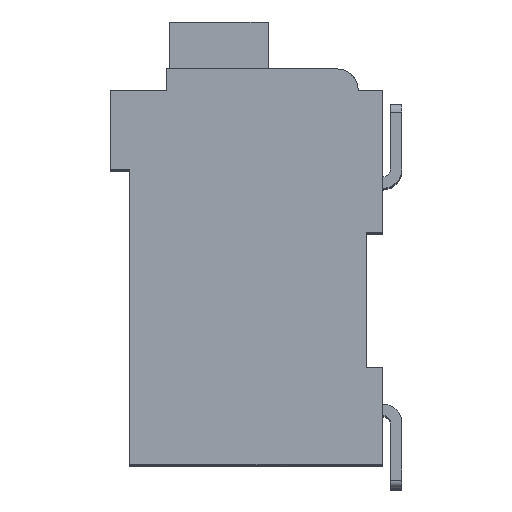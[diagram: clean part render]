
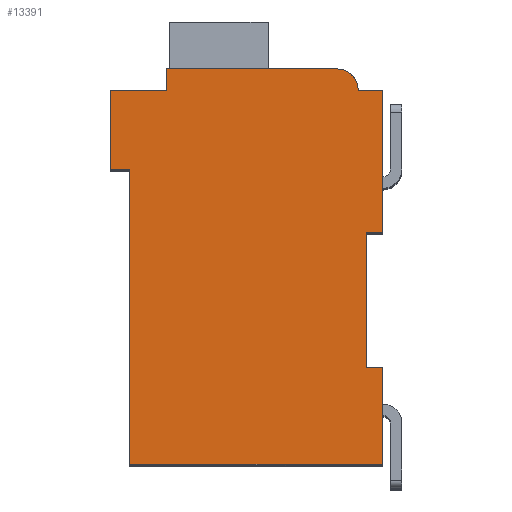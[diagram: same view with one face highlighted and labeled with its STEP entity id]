
A CAD part, top view. The second image highlights one B-rep face of the part: STEP entity #13391.
In plain terms, the highlighted planar face has unit normal (0, 0, 1).
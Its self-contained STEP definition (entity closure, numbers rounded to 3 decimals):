
#2474=DIRECTION('',(1.,0.,0.));
#2475=VECTOR('',#2474,0.5);
#2476=CARTESIAN_POINT('',(7.3,7.15,2.1));
#2477=LINE('',#2476,#2475);
#2478=DIRECTION('',(0.,1.,0.));
#2479=VECTOR('',#2478,4.15);
#2480=CARTESIAN_POINT('',(7.3,3.,2.1));
#2481=LINE('',#2480,#2479);
#2482=DIRECTION('',(-1.,0.,0.));
#2483=VECTOR('',#2482,0.5);
#2484=CARTESIAN_POINT('',(7.8,3.,2.1));
#2485=LINE('',#2484,#2483);
#2486=DIRECTION('',(0.,1.,0.));
#2487=VECTOR('',#2486,3.);
#2488=CARTESIAN_POINT('',(7.8,0.,2.1));
#2489=LINE('',#2488,#2487);
#2490=DIRECTION('',(1.,0.,0.));
#2491=VECTOR('',#2490,7.8);
#2492=CARTESIAN_POINT('',(0.,0.,2.1));
#2493=LINE('',#2492,#2491);
#2494=DIRECTION('',(0.,-1.,0.));
#2495=VECTOR('',#2494,9.1);
#2496=CARTESIAN_POINT('',(0.,9.1,2.1));
#2497=LINE('',#2496,#2495);
#2498=DIRECTION('',(1.,0.,0.));
#2499=VECTOR('',#2498,0.6);
#2500=CARTESIAN_POINT('',(-0.6,9.1,2.1));
#2501=LINE('',#2500,#2499);
#2502=DIRECTION('',(0.,-1.,0.));
#2503=VECTOR('',#2502,2.45);
#2504=CARTESIAN_POINT('',(-0.6,11.55,2.1));
#2505=LINE('',#2504,#2503);
#2506=DIRECTION('',(-1.,0.,0.));
#2507=VECTOR('',#2506,1.75);
#2508=CARTESIAN_POINT('',(1.15,11.55,2.1));
#2509=LINE('',#2508,#2507);
#2510=DIRECTION('',(0.,-1.,0.));
#2511=VECTOR('',#2510,0.65);
#2512=CARTESIAN_POINT('',(1.15,12.2,2.1));
#2513=LINE('',#2512,#2511);
#2514=DIRECTION('',(-1.,0.,0.));
#2515=VECTOR('',#2514,5.25);
#2516=CARTESIAN_POINT('',(6.4,12.2,2.1));
#2517=LINE('',#2516,#2515);
#2518=CARTESIAN_POINT('',(6.4,11.55,2.1));
#2519=DIRECTION('',(0.,0.,1.));
#2520=DIRECTION('',(1.,0.,0.));
#2521=AXIS2_PLACEMENT_3D('',#2518,#2519,#2520);
#2523=DIRECTION('',(-1.,0.,0.));
#2524=VECTOR('',#2523,0.75);
#2525=CARTESIAN_POINT('',(7.8,11.55,2.1));
#2526=LINE('',#2525,#2524);
#2527=DIRECTION('',(0.,1.,0.));
#2528=VECTOR('',#2527,4.4);
#2529=CARTESIAN_POINT('',(7.8,7.15,2.1));
#2530=LINE('',#2529,#2528);
#8563=CARTESIAN_POINT('',(7.3,7.15,2.1));
#8564=CARTESIAN_POINT('',(7.8,7.15,2.1));
#8565=VERTEX_POINT('',#8563);
#8566=VERTEX_POINT('',#8564);
#8567=CARTESIAN_POINT('',(7.8,11.55,2.1));
#8568=VERTEX_POINT('',#8567);
#8569=CARTESIAN_POINT('',(7.05,11.55,2.1));
#8570=VERTEX_POINT('',#8569);
#8571=CARTESIAN_POINT('',(6.4,12.2,2.1));
#8572=VERTEX_POINT('',#8571);
#8573=CARTESIAN_POINT('',(1.15,12.2,2.1));
#8574=VERTEX_POINT('',#8573);
#8575=CARTESIAN_POINT('',(1.15,11.55,2.1));
#8576=VERTEX_POINT('',#8575);
#8577=CARTESIAN_POINT('',(-0.6,11.55,2.1));
#8578=VERTEX_POINT('',#8577);
#8579=CARTESIAN_POINT('',(-0.6,9.1,2.1));
#8580=VERTEX_POINT('',#8579);
#8581=CARTESIAN_POINT('',(0.,9.1,2.1));
#8582=VERTEX_POINT('',#8581);
#8583=CARTESIAN_POINT('',(0.,0.,2.1));
#8584=VERTEX_POINT('',#8583);
#8585=CARTESIAN_POINT('',(7.8,0.,2.1));
#8586=VERTEX_POINT('',#8585);
#8587=CARTESIAN_POINT('',(7.8,3.,2.1));
#8588=VERTEX_POINT('',#8587);
#8589=CARTESIAN_POINT('',(7.3,3.,2.1));
#8590=VERTEX_POINT('',#8589);
#13367=CARTESIAN_POINT('',(0.,0.,2.1));
#13368=DIRECTION('',(0.,0.,1.));
#13369=DIRECTION('',(1.,0.,0.));
#13370=AXIS2_PLACEMENT_3D('',#13367,#13368,#13369);
#13371=PLANE('',#13370);
#13372=ORIENTED_EDGE('',*,*,#11228,.F.);
#13373=ORIENTED_EDGE('',*,*,#11678,.F.);
#13375=ORIENTED_EDGE('',*,*,#13374,.F.);
#13377=ORIENTED_EDGE('',*,*,#13376,.F.);
#13379=ORIENTED_EDGE('',*,*,#13378,.F.);
#13380=ORIENTED_EDGE('',*,*,#12020,.F.);
#13381=ORIENTED_EDGE('',*,*,#12116,.F.);
#13382=ORIENTED_EDGE('',*,*,#12285,.F.);
#13383=ORIENTED_EDGE('',*,*,#12459,.F.);
#13384=ORIENTED_EDGE('',*,*,#12528,.F.);
#13385=ORIENTED_EDGE('',*,*,#12809,.F.);
#13386=ORIENTED_EDGE('',*,*,#13211,.F.);
#13387=ORIENTED_EDGE('',*,*,#13115,.F.);
#13388=ORIENTED_EDGE('',*,*,#11474,.F.);
#13389=EDGE_LOOP('',(#13372,#13373,#13375,#13377,#13379,#13380,#13381,#13382,
#13383,#13384,#13385,#13386,#13387,#13388));
#13390=FACE_OUTER_BOUND('',#13389,.F.);
#2522=CIRCLE('',#2521,0.65);
#11228=EDGE_CURVE('',#8565,#8566,#2477,.T.);
#11474=EDGE_CURVE('',#8566,#8568,#2530,.T.);
#11678=EDGE_CURVE('',#8590,#8565,#2481,.T.);
#12020=EDGE_CURVE('',#8582,#8584,#2497,.T.);
#12116=EDGE_CURVE('',#8580,#8582,#2501,.T.);
#12285=EDGE_CURVE('',#8578,#8580,#2505,.T.);
#12459=EDGE_CURVE('',#8576,#8578,#2509,.T.);
#12528=EDGE_CURVE('',#8574,#8576,#2513,.T.);
#12809=EDGE_CURVE('',#8572,#8574,#2517,.T.);
#13115=EDGE_CURVE('',#8568,#8570,#2526,.T.);
#13211=EDGE_CURVE('',#8570,#8572,#2522,.T.);
#13374=EDGE_CURVE('',#8588,#8590,#2485,.T.);
#13376=EDGE_CURVE('',#8586,#8588,#2489,.T.);
#13378=EDGE_CURVE('',#8584,#8586,#2493,.T.);
#13391=ADVANCED_FACE('',(#13390),#13371,.T.);
